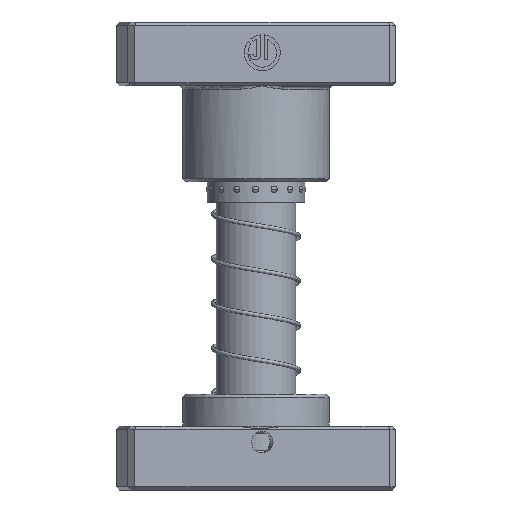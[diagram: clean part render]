
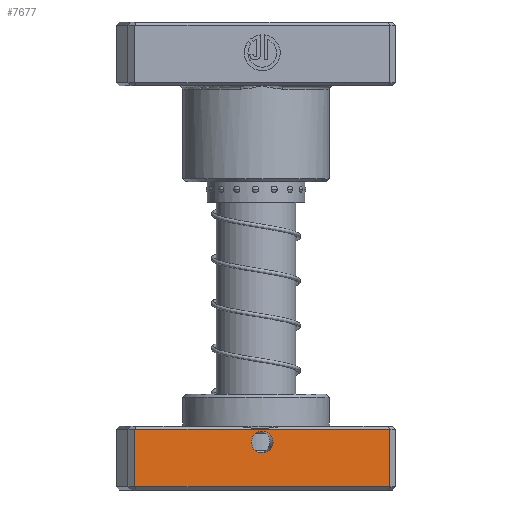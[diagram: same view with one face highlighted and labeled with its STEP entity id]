
A CAD part, front view. The second image highlights one B-rep face of the part: STEP entity #7677.
In plain terms, the highlighted face is planar.
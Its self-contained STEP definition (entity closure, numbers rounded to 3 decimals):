
#427 = ORIENTED_EDGE ( 'NONE', *, *, #34936, .F. ) ;
#660 = LINE ( 'NONE', #10651, #24464 ) ;
#1028 = DIRECTION ( 'NONE',  ( 0., -1., 0. ) ) ;
#1545 = CARTESIAN_POINT ( 'NONE',  ( -40., -24., 20. ) ) ;
#2989 = CARTESIAN_POINT ( 'NONE',  ( 0., -24., 15. ) ) ;
#4180 = CIRCLE ( 'NONE', #15692, 3.4 ) ;
#6105 = DIRECTION ( 'NONE',  ( 0., 0., -1. ) ) ;
#6490 = VECTOR ( 'NONE', #33318, 1000. ) ;
#7677 = ADVANCED_FACE ( 'NONE', ( #28984, #21714 ), #26379, .F. ) ;
#8326 = ORIENTED_EDGE ( 'NONE', *, *, #15425, .T. ) ;
#8582 = VERTEX_POINT ( 'NONE', #14749 ) ;
#9073 = DIRECTION ( 'NONE',  ( 0., 0., -1. ) ) ;
#9299 = VERTEX_POINT ( 'NONE', #10147 ) ;
#10147 = CARTESIAN_POINT ( 'NONE',  ( 40., -24., 1. ) ) ;
#10651 = CARTESIAN_POINT ( 'NONE',  ( 40., -24., 20. ) ) ;
#12775 = ORIENTED_EDGE ( 'NONE', *, *, #34366, .F. ) ;
#13657 = VERTEX_POINT ( 'NONE', #36170 ) ;
#14055 = CARTESIAN_POINT ( 'NONE',  ( 0., -24., 18.4 ) ) ;
#14749 = CARTESIAN_POINT ( 'NONE',  ( 0., -24., 11.6 ) ) ;
#14903 = CARTESIAN_POINT ( 'NONE',  ( -40., -24., 19. ) ) ;
#15425 = EDGE_CURVE ( 'NONE', #13657, #17085, #24137, .T. ) ;
#15692 = AXIS2_PLACEMENT_3D ( 'NONE', #19659, #1028, #22748 ) ;
#17085 = VERTEX_POINT ( 'NONE', #17623 ) ;
#17623 = CARTESIAN_POINT ( 'NONE',  ( -40., -24., 19. ) ) ;
#19659 = CARTESIAN_POINT ( 'NONE',  ( 0., -24., 15. ) ) ;
#19762 = DIRECTION ( 'NONE',  ( 0., 0., -1. ) ) ;
#20046 = EDGE_CURVE ( 'NONE', #17085, #33577, #31888, .T. ) ;
#21714 = FACE_OUTER_BOUND ( 'NONE', #25152, .T. ) ;
#22672 = VECTOR ( 'NONE', #9073, 1000. ) ;
#22748 = DIRECTION ( 'NONE',  ( 0., 0., -1. ) ) ;
#22853 = AXIS2_PLACEMENT_3D ( 'NONE', #1545, #29352, #29502 ) ;
#22997 = LINE ( 'NONE', #39671, #6490 ) ;
#23837 = EDGE_CURVE ( 'NONE', #38563, #8582, #39284, .T. ) ;
#24137 = LINE ( 'NONE', #14903, #31380 ) ;
#24464 = VECTOR ( 'NONE', #19762, 1000. ) ;
#24682 = DIRECTION ( 'NONE',  ( 0., -1., 0. ) ) ;
#25152 = EDGE_LOOP ( 'NONE', ( #28540, #31673, #427, #8326 ) ) ;
#25419 = EDGE_LOOP ( 'NONE', ( #12775, #25514 ) ) ;
#25514 = ORIENTED_EDGE ( 'NONE', *, *, #23837, .F. ) ;
#25784 = AXIS2_PLACEMENT_3D ( 'NONE', #2989, #24682, #6105 ) ;
#26379 = PLANE ( 'NONE',  #22853 ) ;
#28540 = ORIENTED_EDGE ( 'NONE', *, *, #20046, .T. ) ;
#28984 = FACE_BOUND ( 'NONE', #25419, .T. ) ;
#29352 = DIRECTION ( 'NONE',  ( 0., 1., 0. ) ) ;
#29502 = DIRECTION ( 'NONE',  ( 0., 0., 1. ) ) ;
#30196 = DIRECTION ( 'NONE',  ( -1., 0., 0. ) ) ;
#30734 = CARTESIAN_POINT ( 'NONE',  ( -40., -24., 20. ) ) ;
#31380 = VECTOR ( 'NONE', #30196, 1000. ) ;
#31673 = ORIENTED_EDGE ( 'NONE', *, *, #37503, .T. ) ;
#31888 = LINE ( 'NONE', #30734, #22672 ) ;
#33318 = DIRECTION ( 'NONE',  ( 1., 0., 0. ) ) ;
#33577 = VERTEX_POINT ( 'NONE', #36455 ) ;
#34366 = EDGE_CURVE ( 'NONE', #8582, #38563, #4180, .T. ) ;
#34936 = EDGE_CURVE ( 'NONE', #13657, #9299, #660, .T. ) ;
#36170 = CARTESIAN_POINT ( 'NONE',  ( 40., -24., 19. ) ) ;
#36455 = CARTESIAN_POINT ( 'NONE',  ( -40., -24., 1. ) ) ;
#37503 = EDGE_CURVE ( 'NONE', #33577, #9299, #22997, .T. ) ;
#38563 = VERTEX_POINT ( 'NONE', #14055 ) ;
#39284 = CIRCLE ( 'NONE', #25784, 3.4 ) ;
#39671 = CARTESIAN_POINT ( 'NONE',  ( -40., -24., 1. ) ) ;
